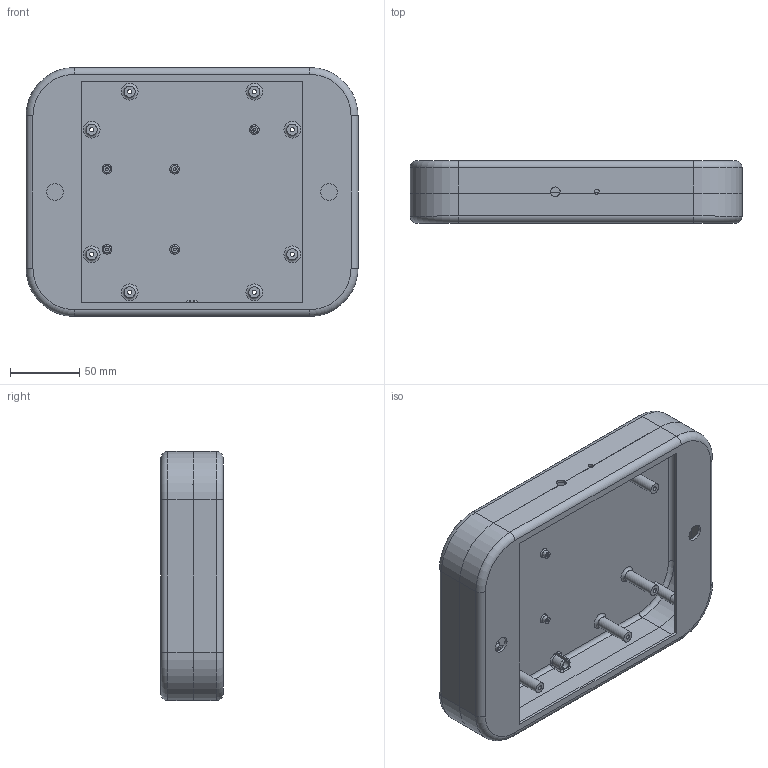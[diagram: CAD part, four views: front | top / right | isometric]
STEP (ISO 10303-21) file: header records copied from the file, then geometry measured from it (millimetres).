
FILE_DESCRIPTION(/* description */ (''),/* implementation_level */ '2;1');
FILE_NAME(/* name */ 'case v7.step',/* time_stamp */ '2024-06-11T16:15:58+02:00',/* author */ (''),/* organization */ (''),/* preprocessor_version */ 'ST-DEVELOPER v20',/* originating_system */ 'Autodesk Translation Framework v13.14.0.145',/* authorisation */ '');
FILE_SCHEMA (('AUTOMOTIVE_DESIGN { 1 0 10303 214 3 1 1 }'));
Length unit declared in the file: millimetre
Products named in the file (1): case
Bounding box: 240 x 45 x 180 mm (x, y, z)
Volume: 189391.4 mm3; surface area: 196634.1 mm2
Topology: 2 solids, 2 shells, 249 faces, 552 edges, 353 vertices
Faces by surface type: cylinder 112, plane 100, torus 33, bspline 4
Full cylindrical faces by diameter (mm): 2 x5, 2.5 x4, 3 x8, 3.2 x8, 5 x5, 6 x12, 8 x16, 12 x2
Entity records: 7250 total; most frequent: CARTESIAN_POINT 1396, DIRECTION 1320, ORIENTED_EDGE 1104, EDGE_CURVE 552, AXIS2_PLACEMENT_3D 535, VERTEX_POINT 353, EDGE_LOOP 325, CIRCLE 289
